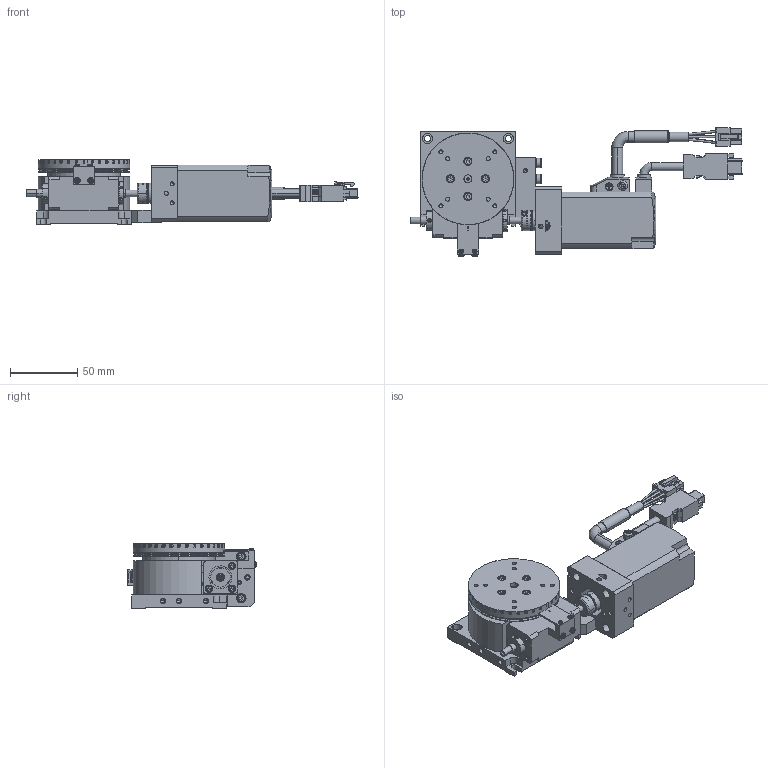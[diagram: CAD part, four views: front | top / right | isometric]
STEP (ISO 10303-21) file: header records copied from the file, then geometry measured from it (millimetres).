
FILE_DESCRIPTION( (''), '2;1');
FILE_NAME ('DR051304-0001-000-00.stp','2019-04-18T18:43:54',(''),(''),'spGate 13.4.4','','');
FILE_SCHEMA (('AUTOMOTIVE_DESIGN'));
Length unit declared in the file: millimetre
Products named in the file (6): Assembly; DR051304-0001-000-00-prt0; DR051304-0001-000-00-prt1; DR051304-0001-000-00-prt2; DR051304-0001-000-00-prt3; DR051304-0001-000-00-prt4
Assembly tree (5 placements, depth 2):
  Assembly
    DR051304-0001-000-00-prt0
    DR051304-0001-000-00-prt1
    DR051304-0001-000-00-prt2
    DR051304-0001-000-00-prt3
    DR051304-0001-000-00-prt4
Bounding box: 246.4 x 95.59 x 48 mm (x, y, z)
Volume: 301788 mm3; surface area: 106562.8 mm2
Topology: 4 solids, 5 shells, 4292 faces, 11246 edges, 7258 vertices
Faces by surface type: plane 3106, cylinder 718, bspline 459, sphere 9
Entity records: 228081 total; most frequent: CARTESIAN_POINT 35618, ORIENTED_EDGE 22820, DIRECTION 18583, COLOUR_RGB 16017, PRESENTATION_STYLE_ASSIGNMENT 16017, STYLED_ITEM 16017, EDGE_CURVE 11720, DRAUGHTING_PRE_DEFINED_CURVE_FONT 11720
